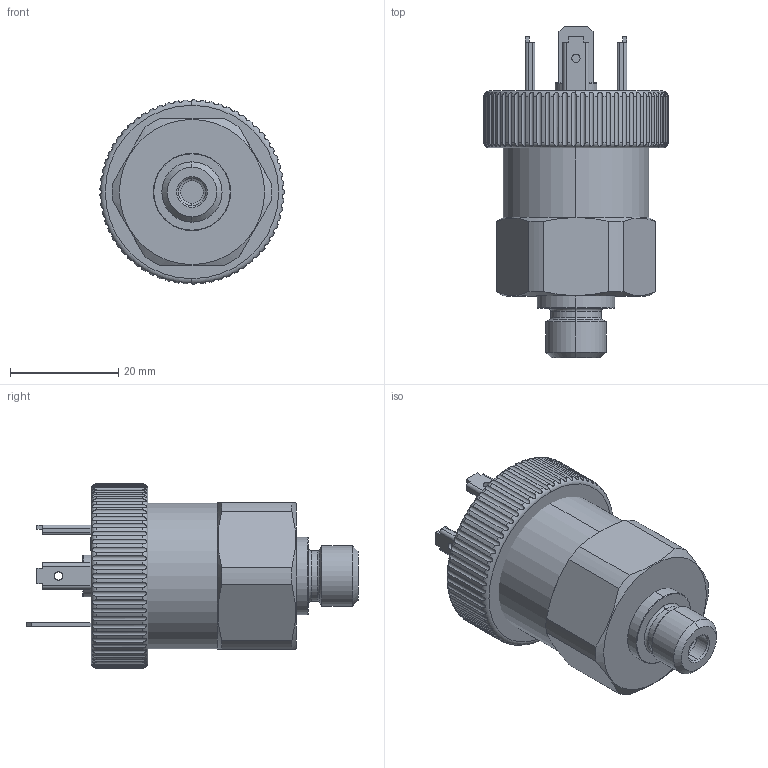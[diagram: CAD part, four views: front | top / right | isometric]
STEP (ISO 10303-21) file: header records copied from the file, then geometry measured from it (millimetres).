
FILE_DESCRIPTION (( 'STEP AP214' ), '1' );
FILE_NAME ('847X.XX.XX.42.05.STEP', '2017-06-26T12:26:34', ( 'upgadmin' ), ( 'Hewlett-Packard Company' ), 'SwSTEP 2.0', 'SolidWorks 2016', '' );
FILE_SCHEMA (( 'AUTOMOTIVE_DESIGN' ));
Length unit declared in the file: millimetre
Products named in the file (7): C27235_defeatured; 847X.XX.XX.42.05; ﾜ-Mutter_E01220; Stiftplatte_DIN-Stecker; ﾜ-Mutter
Assembly tree (3 placements, depth 2):
  C27235_defeatured
  847X.XX.XX.42.05
    C27235_defeatured
    Stiftplatte_DIN-Stecker
    ﾜ-Mutter_E01220
  ﾜ-Mutter
  Stiftplatte_DIN-Stecker
Bounding box: 33.99 x 61.29 x 34 mm (x, y, z)
Volume: 27761 mm3; surface area: 10437.4 mm2
Topology: 3 solids, 3 shells, 450 faces, 1231 edges, 808 vertices
Faces by surface type: cylinder 236, plane 155, bspline 25, torus 18, cone 16
Entity records: 19088 total; most frequent: CARTESIAN_POINT 6283, ORIENTED_EDGE 2462, DIRECTION 2227, EDGE_CURVE 1231, AXIS2_PLACEMENT_3D 812, VERTEX_POINT 808, VECTOR 603, LINE 603
